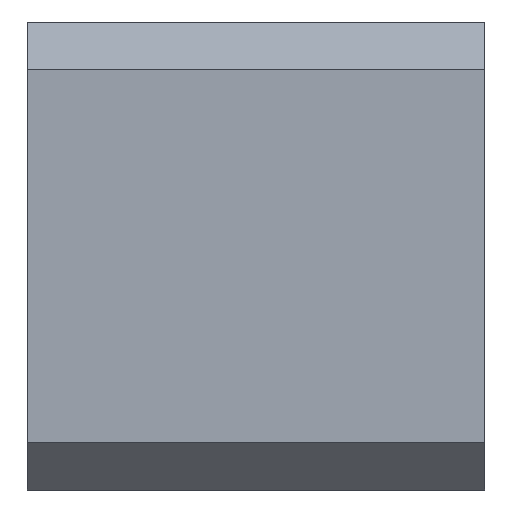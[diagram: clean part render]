
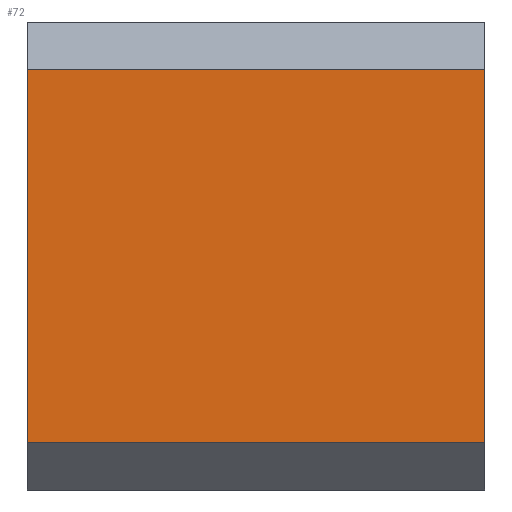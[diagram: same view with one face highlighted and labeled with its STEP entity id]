
A CAD part, left-side view. The second image highlights one B-rep face of the part: STEP entity #72.
In plain terms, the highlighted planar face has unit normal (-1, 0, 0).
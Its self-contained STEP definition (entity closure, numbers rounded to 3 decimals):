
#8 = CARTESIAN_POINT ( 'NONE',  ( 0., 0., 26.75 ) ) ;
#34 = CARTESIAN_POINT ( 'NONE',  ( 0., 0., 26.75 ) ) ;
#44 = VERTEX_POINT ( 'NONE', #761 ) ;
#56 = DIRECTION ( 'NONE',  ( 0., 0., -1. ) ) ;
#72 = ADVANCED_FACE ( 'NONE', ( #418 ), #498, .F. ) ;
#79 = DIRECTION ( 'NONE',  ( 0., 0., -1. ) ) ;
#125 = VERTEX_POINT ( 'NONE', #364 ) ;
#126 = VECTOR ( 'NONE', #56, 1000. ) ;
#266 = EDGE_CURVE ( 'NONE', #44, #125, #906, .T. ) ;
#294 = EDGE_CURVE ( 'NONE', #318, #44, #725, .T. ) ;
#313 = VECTOR ( 'NONE', #1003, 1000. ) ;
#318 = VERTEX_POINT ( 'NONE', #401 ) ;
#362 = VERTEX_POINT ( 'NONE', #8 ) ;
#364 = CARTESIAN_POINT ( 'NONE',  ( 0., 0., 3. ) ) ;
#375 = ORIENTED_EDGE ( 'NONE', *, *, #266, .T. ) ;
#380 = CARTESIAN_POINT ( 'NONE',  ( 0., 29.08, 29.75 ) ) ;
#401 = CARTESIAN_POINT ( 'NONE',  ( 0., 29.08, 26.75 ) ) ;
#403 = VECTOR ( 'NONE', #616, 1000. ) ;
#413 = LINE ( 'NONE', #908, #126 ) ;
#418 = FACE_OUTER_BOUND ( 'NONE', #744, .T. ) ;
#474 = VECTOR ( 'NONE', #821, 1000. ) ;
#498 = PLANE ( 'NONE',  #589 ) ;
#563 = CARTESIAN_POINT ( 'NONE',  ( 0., 0., 3. ) ) ;
#589 = AXIS2_PLACEMENT_3D ( 'NONE', #600, #678, #79 ) ;
#600 = CARTESIAN_POINT ( 'NONE',  ( 0., 0., 29.75 ) ) ;
#616 = DIRECTION ( 'NONE',  ( 0., 1., 0. ) ) ;
#652 = ORIENTED_EDGE ( 'NONE', *, *, #682, .T. ) ;
#678 = DIRECTION ( 'NONE',  ( 1., 0., 0. ) ) ;
#682 = EDGE_CURVE ( 'NONE', #362, #318, #1063, .T. ) ;
#725 = LINE ( 'NONE', #380, #474 ) ;
#744 = EDGE_LOOP ( 'NONE', ( #972, #652, #995, #375 ) ) ;
#761 = CARTESIAN_POINT ( 'NONE',  ( 0., 29.08, 3. ) ) ;
#802 = EDGE_CURVE ( 'NONE', #362, #125, #413, .T. ) ;
#821 = DIRECTION ( 'NONE',  ( 0., 0., -1. ) ) ;
#906 = LINE ( 'NONE', #563, #313 ) ;
#908 = CARTESIAN_POINT ( 'NONE',  ( 0., 0., 29.75 ) ) ;
#972 = ORIENTED_EDGE ( 'NONE', *, *, #802, .F. ) ;
#995 = ORIENTED_EDGE ( 'NONE', *, *, #294, .T. ) ;
#1003 = DIRECTION ( 'NONE',  ( 0., -1., 0. ) ) ;
#1063 = LINE ( 'NONE', #34, #403 ) ;
